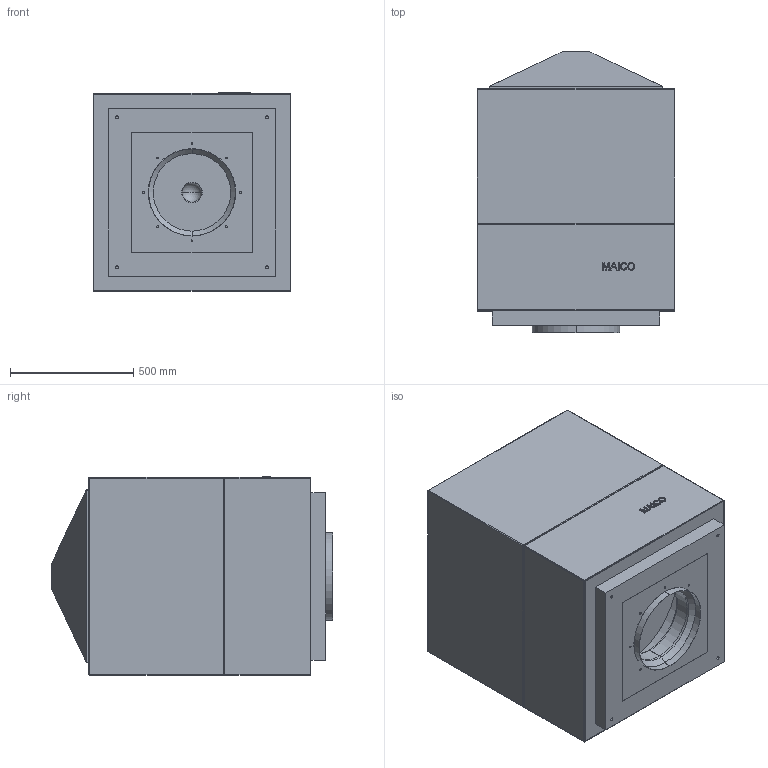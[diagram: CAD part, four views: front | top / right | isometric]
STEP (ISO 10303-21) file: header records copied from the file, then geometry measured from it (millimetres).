
FILE_DESCRIPTION (( 'STEP AP214' ), '1' );
FILE_NAME ('SDA_35.step', '2009-07-11T15:07:41', ( 'Wolfgang Schmidt' ), ( 'WS-KO' ), 'SwSTEP 2.0', 'SolidWorks 2008', '' );
FILE_SCHEMA (( 'AUTOMOTIVE_DESIGN' ));
Length unit declared in the file: millimetre
Products named in the file (1): SDA_35
Bounding box: 804 x 1144 x 807 mm (x, y, z)
Volume: 121630005.8 mm3; surface area: 14854594.3 mm2
Topology: 3 solids, 3 shells, 329 faces, 796 edges, 482 vertices
Faces by surface type: plane 179, cylinder 80, bspline 36, sphere 32, cone 2
Entity records: 11551 total; most frequent: CARTESIAN_POINT 4048, ORIENTED_EDGE 1528, DIRECTION 1456, EDGE_CURVE 764, VECTOR 516, LINE 516, VERTEX_POINT 482, AXIS2_PLACEMENT_3D 470
